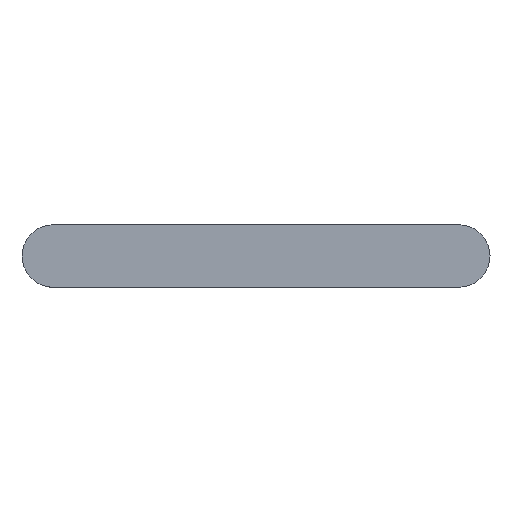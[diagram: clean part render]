
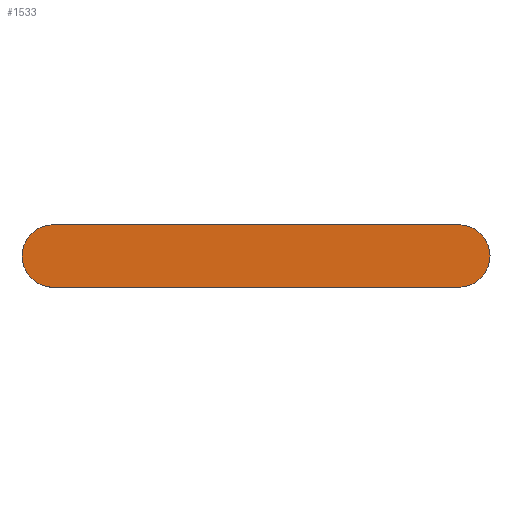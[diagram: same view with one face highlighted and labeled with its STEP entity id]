
A CAD part, left-side view. The second image highlights one B-rep face of the part: STEP entity #1533.
In plain terms, the highlighted planar face has unit normal (-1, 0, 0).
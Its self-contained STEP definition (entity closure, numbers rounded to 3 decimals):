
#80 = CARTESIAN_POINT ( 'NONE',  ( -6., 7.5, 1. ) ) ;
#88 = DIRECTION ( 'NONE',  ( 0., 1., 0. ) ) ;
#90 = CARTESIAN_POINT ( 'NONE',  ( -6., -7.5, 0. ) ) ;
#97 = LINE ( 'NONE', #640, #1223 ) ;
#99 = AXIS2_PLACEMENT_3D ( 'NONE', #80, #369, #1578 ) ;
#100 = CARTESIAN_POINT ( 'NONE',  ( -6., 7.5, 0. ) ) ;
#102 = DIRECTION ( 'NONE',  ( -1., 0., 0. ) ) ;
#218 = CARTESIAN_POINT ( 'NONE',  ( -6., -6.5, 1. ) ) ;
#224 = DIRECTION ( 'NONE',  ( 0., -1., 0. ) ) ;
#338 = ORIENTED_EDGE ( 'NONE', *, *, #412, .T. ) ;
#369 = DIRECTION ( 'NONE',  ( 1., 0., 0. ) ) ;
#378 = FACE_OUTER_BOUND ( 'NONE', #440, .T. ) ;
#387 = CARTESIAN_POINT ( 'NONE',  ( -6., 6.5, -1. ) ) ;
#412 = EDGE_CURVE ( 'NONE', #1627, #529, #925, .T. ) ;
#440 = EDGE_LOOP ( 'NONE', ( #868, #338, #1321, #1370, #671, #1603 ) ) ;
#511 = EDGE_CURVE ( 'NONE', #1553, #1207, #97, .T. ) ;
#529 = VERTEX_POINT ( 'NONE', #387 ) ;
#588 = DIRECTION ( 'NONE',  ( 0., 1., 0. ) ) ;
#634 = CARTESIAN_POINT ( 'NONE',  ( -6., -6.5, 0. ) ) ;
#640 = CARTESIAN_POINT ( 'NONE',  ( -6., 7.5, 1. ) ) ;
#671 = ORIENTED_EDGE ( 'NONE', *, *, #1631, .T. ) ;
#685 = CARTESIAN_POINT ( 'NONE',  ( -6., 7.5, -1. ) ) ;
#745 = VECTOR ( 'NONE', #952, 1000. ) ;
#771 = DIRECTION ( 'NONE',  ( -1., 0., 0. ) ) ;
#782 = DIRECTION ( 'NONE',  ( 0., 1., 0. ) ) ;
#868 = ORIENTED_EDGE ( 'NONE', *, *, #1326, .T. ) ;
#902 = CARTESIAN_POINT ( 'NONE',  ( -6., -6.5, -1. ) ) ;
#925 = CIRCLE ( 'NONE', #1519, 1. ) ;
#952 = DIRECTION ( 'NONE',  ( 0., -1., 0. ) ) ;
#1023 = CARTESIAN_POINT ( 'NONE',  ( -6., 6.5, 1. ) ) ;
#1026 = CIRCLE ( 'NONE', #1421, 1. ) ;
#1036 = CARTESIAN_POINT ( 'NONE',  ( -6., 6.5, 0. ) ) ;
#1059 = AXIS2_PLACEMENT_3D ( 'NONE', #634, #1725, #782 ) ;
#1090 = LINE ( 'NONE', #685, #745 ) ;
#1125 = DIRECTION ( 'NONE',  ( -1., 0., 0. ) ) ;
#1207 = VERTEX_POINT ( 'NONE', #218 ) ;
#1223 = VECTOR ( 'NONE', #224, 1000. ) ;
#1257 = CARTESIAN_POINT ( 'NONE',  ( -6., -6.5, 0. ) ) ;
#1259 = VERTEX_POINT ( 'NONE', #90 ) ;
#1297 = CARTESIAN_POINT ( 'NONE',  ( -6., 6.5, 0. ) ) ;
#1307 = DIRECTION ( 'NONE',  ( 0., 1., 0. ) ) ;
#1321 = ORIENTED_EDGE ( 'NONE', *, *, #1363, .T. ) ;
#1326 = EDGE_CURVE ( 'NONE', #1553, #1627, #1026, .T. ) ;
#1328 = VERTEX_POINT ( 'NONE', #902 ) ;
#1362 = AXIS2_PLACEMENT_3D ( 'NONE', #1257, #1125, #588 ) ;
#1363 = EDGE_CURVE ( 'NONE', #529, #1328, #1090, .T. ) ;
#1370 = ORIENTED_EDGE ( 'NONE', *, *, #1386, .T. ) ;
#1386 = EDGE_CURVE ( 'NONE', #1328, #1259, #1654, .T. ) ;
#1421 = AXIS2_PLACEMENT_3D ( 'NONE', #1036, #102, #1307 ) ;
#1519 = AXIS2_PLACEMENT_3D ( 'NONE', #1297, #771, #88 ) ;
#1533 = ADVANCED_FACE ( 'NONE', ( #378 ), #1705, .F. ) ;
#1553 = VERTEX_POINT ( 'NONE', #1023 ) ;
#1578 = DIRECTION ( 'NONE',  ( 0., 1., 0. ) ) ;
#1603 = ORIENTED_EDGE ( 'NONE', *, *, #511, .F. ) ;
#1627 = VERTEX_POINT ( 'NONE', #100 ) ;
#1631 = EDGE_CURVE ( 'NONE', #1259, #1207, #1683, .T. ) ;
#1654 = CIRCLE ( 'NONE', #1362, 1. ) ;
#1683 = CIRCLE ( 'NONE', #1059, 1. ) ;
#1705 = PLANE ( 'NONE',  #99 ) ;
#1725 = DIRECTION ( 'NONE',  ( -1., 0., 0. ) ) ;
